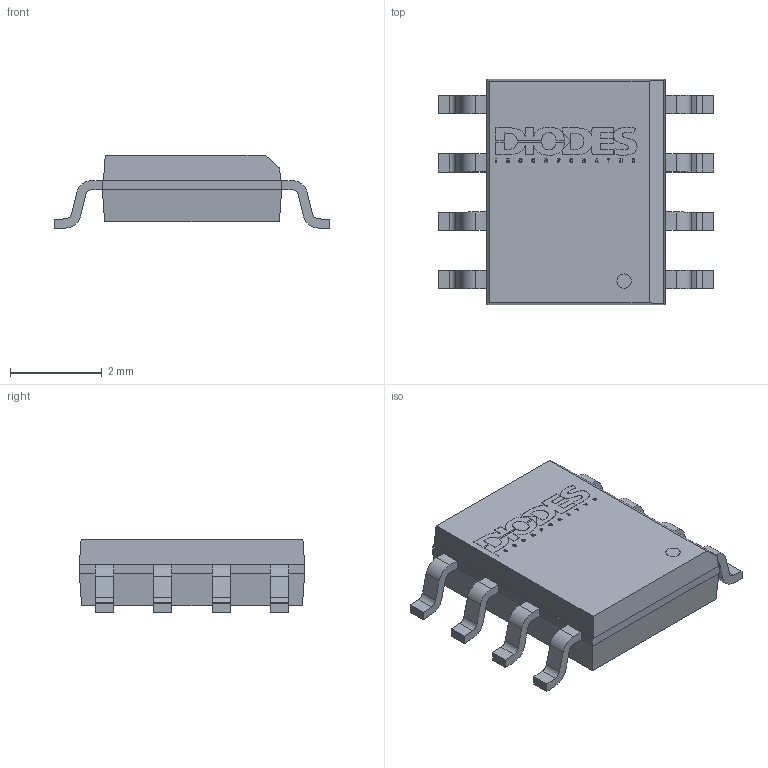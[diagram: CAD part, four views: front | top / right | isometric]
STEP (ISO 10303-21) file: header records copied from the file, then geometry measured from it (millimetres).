
FILE_DESCRIPTION(/* description */ (''),/* implementation_level */ '2;1');
FILE_NAME(/* name */ 'Diodes Inc. AZ34063UMTR-G1.stp',/* time_stamp */ '2019-11-21T05:41:11+02:00',/* author */ ('BMT'),/* organization */ (''),/* preprocessor_version */ 'ST-DEVELOPER v16.5',/* originating_system */ 'Autodesk Inventor 2017',/* authorisation */ '');
FILE_SCHEMA (('AUTOMOTIVE_DESIGN { 1 0 10303 214 3 1 1 }'));
Length unit declared in the file: millimetre
Products named in the file (7): Diodes Inc. AZ34063UMTR-G1; Diodes Inc. AZ34063UMTR-G1 1; Diodes Inc. AZ34063UMTR-G1 2; Diodes Incorporated; Diodes Inc. AZ34063UMTR-G1 2_MIR2; Diodes Inc. AZ34063UMTR-G1 2_MIR3; Diodes Inc. AZ34063UMTR-G1 2_MIR2_MIR
Assembly tree (10 placements, depth 2):
  Diodes Inc. AZ34063UMTR-G1
    Diodes Inc. AZ34063UMTR-G1 1
    Diodes Inc. AZ34063UMTR-G1 2  x2
    Diodes Incorporated
    Diodes Inc. AZ34063UMTR-G1 2_MIR2  x2
    Diodes Inc. AZ34063UMTR-G1 2_MIR3  x2
    Diodes Inc. AZ34063UMTR-G1 2_MIR2_MIR  x2
Bounding box: 6 x 4.9 x 1.6 mm (x, y, z)
Volume: 27.9 mm3; surface area: 80.2 mm2
Topology: 25 solids, 25 shells, 480 faces, 1279 edges, 850 vertices
Faces by surface type: plane 266, bspline 179, cylinder 35
Full cylindrical faces by diameter (mm): 0.311 x1
Entity records: 13856 total; most frequent: CARTESIAN_POINT 4056, ORIENTED_EDGE 2268, DIRECTION 1442, EDGE_CURVE 1134, VERTEX_POINT 754, LINE 738, VECTOR 738, EDGE_LOOP 440
